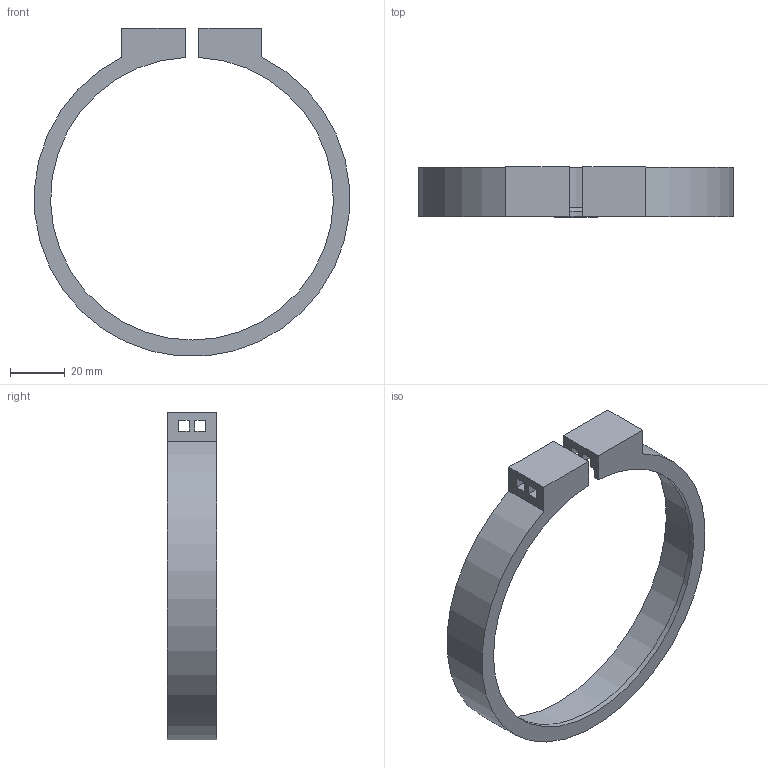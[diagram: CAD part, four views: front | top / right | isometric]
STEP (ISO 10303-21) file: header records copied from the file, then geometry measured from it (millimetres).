
FILE_DESCRIPTION(/* description */ (''),/* implementation_level */ '2;1');
FILE_NAME(/* name */ 'prova_sienceground v1.step',/* time_stamp */ '2021-09-06T18:34:34+02:00',/* author */ (''),/* organization */ (''),/* preprocessor_version */ 'ST-DEVELOPER v18.1',/* originating_system */ 'Autodesk Translation Framework v10.10.0.1391',/* authorisation */ '');
FILE_SCHEMA (('AUTOMOTIVE_DESIGN { 1 0 10303 214 3 1 1 }'));
Length unit declared in the file: millimetre
Products named in the file (1): prova_sienceground
Bounding box: 114.69 x 18 x 119.43 mm (x, y, z)
Volume: 19563.9 mm3; surface area: 18824.2 mm2
Topology: 1 solids, 1 shells, 29 faces, 93 edges, 62 vertices
Faces by surface type: plane 25, cylinder 3, torus 1
Entity records: 1085 total; most frequent: CARTESIAN_POINT 203, ORIENTED_EDGE 186, DIRECTION 166, EDGE_CURVE 93, LINE 76, VECTOR 76, VERTEX_POINT 62, AXIS2_PLACEMENT_3D 45
